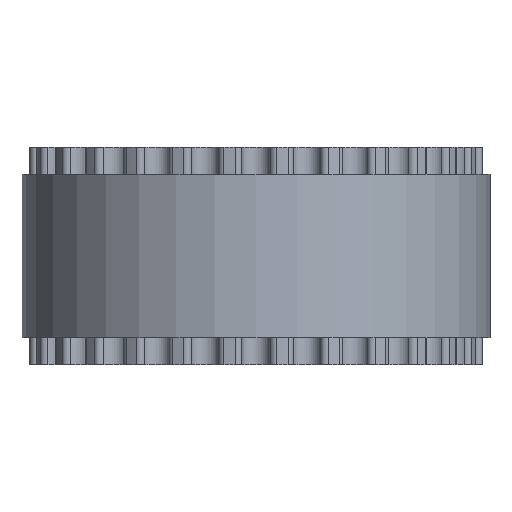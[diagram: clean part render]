
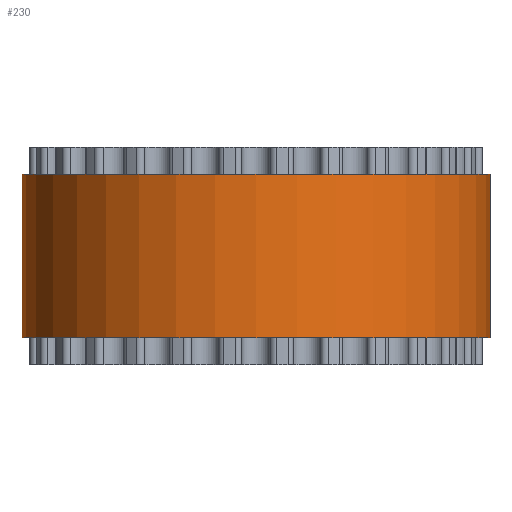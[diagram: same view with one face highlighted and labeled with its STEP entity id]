
A CAD part, front view. The second image highlights one B-rep face of the part: STEP entity #230.
In plain terms, the highlighted cylindrical face has radius 8.594 mm (diameter 17.189 mm), a full revolution.
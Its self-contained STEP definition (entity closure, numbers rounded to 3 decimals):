
#97=FACE_BOUND('',#560,.T.);
#98=FACE_BOUND('',#561,.T.);
#230=ADVANCED_FACE('',(#97,#98),#339,.T.);
#339=CYLINDRICAL_SURFACE('',#2519,8.594);
#560=EDGE_LOOP('',(#1426));
#561=EDGE_LOOP('',(#1427));
#1426=ORIENTED_EDGE('',*,*,#1970,.T.);
#1427=ORIENTED_EDGE('',*,*,#1971,.T.);
#1644=VERTEX_POINT('',#3940);
#1645=VERTEX_POINT('',#3942);
#1970=EDGE_CURVE('',#1644,#1644,#2188,.T.);
#1971=EDGE_CURVE('',#1645,#1645,#2189,.T.);
#2188=CIRCLE('',#2517,8.594);
#2189=CIRCLE('',#2518,8.594);
#2517=AXIS2_PLACEMENT_3D('',#3939,#3282,#3283);
#2518=AXIS2_PLACEMENT_3D('',#3941,#3284,#3285);
#2519=AXIS2_PLACEMENT_3D('',#3943,#3286,#3287);
#3282=DIRECTION('',(0.,0.,1.));
#3283=DIRECTION('',(1.,0.,0.));
#3284=DIRECTION('',(0.,0.,-1.));
#3285=DIRECTION('',(1.,0.,0.));
#3286=DIRECTION('',(0.,0.,1.));
#3287=DIRECTION('',(1.,0.,0.));
#3939=CARTESIAN_POINT('',(0.,0.,1.));
#3940=CARTESIAN_POINT('',(8.594,0.,1.));
#3941=CARTESIAN_POINT('',(0.,0.,7.));
#3942=CARTESIAN_POINT('',(8.594,0.,7.));
#3943=CARTESIAN_POINT('',(0.,0.,1.));
